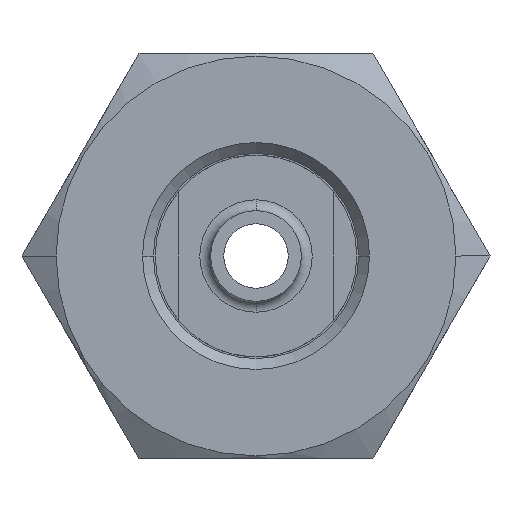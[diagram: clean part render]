
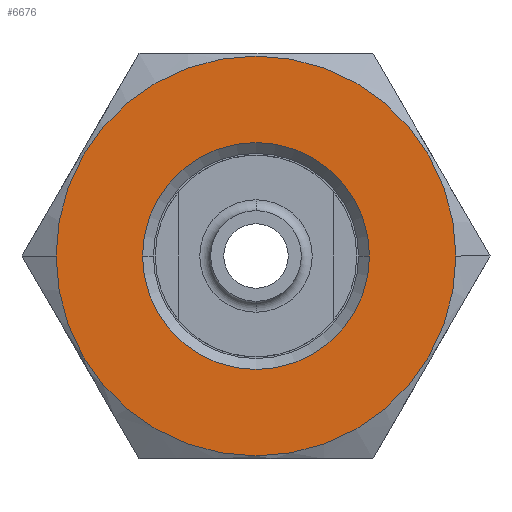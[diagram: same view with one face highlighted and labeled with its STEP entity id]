
A CAD part, left-side view. The second image highlights one B-rep face of the part: STEP entity #6676.
In plain terms, the highlighted planar face has unit normal (-1, 0, 0).
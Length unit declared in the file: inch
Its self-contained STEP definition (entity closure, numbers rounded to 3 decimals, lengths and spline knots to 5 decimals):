
#451 = VERTEX_POINT ( 'NONE', #5067 ) ;
#545 = VERTEX_POINT ( 'NONE', #4352 ) ;
#589 = VERTEX_POINT ( 'NONE', #4385 ) ;
#990 = CIRCLE ( 'NONE', #5896, 0.555 ) ;
#993 = AXIS2_PLACEMENT_3D ( 'NONE', #2965, #6147, #2178 ) ;
#1244 = EDGE_CURVE ( 'NONE', #8362, #451, #2398, .T. ) ;
#1253 = CIRCLE ( 'NONE', #993, 0.315 ) ;
#1311 = CARTESIAN_POINT ( 'NONE',  ( -1.1325, 0., 0. ) ) ;
#2081 = DIRECTION ( 'NONE',  ( 0., 1., 0. ) ) ;
#2178 = DIRECTION ( 'NONE',  ( 0., 1., 0. ) ) ;
#2398 = CIRCLE ( 'NONE', #4744, 0.555 ) ;
#2540 = ORIENTED_EDGE ( 'NONE', *, *, #1244, .F. ) ;
#2965 = CARTESIAN_POINT ( 'NONE',  ( -1.1325, 0., 0. ) ) ;
#3723 = AXIS2_PLACEMENT_3D ( 'NONE', #4543, #6227, #10191 ) ;
#4163 = CARTESIAN_POINT ( 'NONE',  ( -1.1325, 0., 0. ) ) ;
#4224 = CARTESIAN_POINT ( 'NONE',  ( -1.1325, 0.315, 0. ) ) ;
#4352 = CARTESIAN_POINT ( 'NONE',  ( -1.1325, 0.315, 0. ) ) ;
#4385 = CARTESIAN_POINT ( 'NONE',  ( -1.1325, -0.315, 0. ) ) ;
#4543 = CARTESIAN_POINT ( 'NONE',  ( -1.1325, 0., 0. ) ) ;
#4744 = AXIS2_PLACEMENT_3D ( 'NONE', #1311, #7931, #6839 ) ;
#4747 = ORIENTED_EDGE ( 'NONE', *, *, #7878, .T. ) ;
#5067 = CARTESIAN_POINT ( 'NONE',  ( -1.1325, -0.555, 0. ) ) ;
#5082 = EDGE_LOOP ( 'NONE', ( #4747, #7893 ) ) ;
#5179 = DIRECTION ( 'NONE',  ( 1., 0., 0. ) ) ;
#5365 = AXIS2_PLACEMENT_3D ( 'NONE', #4224, #8222, #9727 ) ;
#5531 = ORIENTED_EDGE ( 'NONE', *, *, #6833, .F. ) ;
#5778 = PLANE ( 'NONE',  #5365 ) ;
#5896 = AXIS2_PLACEMENT_3D ( 'NONE', #4163, #5179, #2081 ) ;
#6147 = DIRECTION ( 'NONE',  ( 1., 0., 0. ) ) ;
#6227 = DIRECTION ( 'NONE',  ( 1., 0., 0. ) ) ;
#6375 = EDGE_CURVE ( 'NONE', #545, #589, #1253, .T. ) ;
#6676 = ADVANCED_FACE ( 'NONE', ( #8074, #8563 ), #5778, .T. ) ;
#6833 = EDGE_CURVE ( 'NONE', #451, #8362, #990, .T. ) ;
#6839 = DIRECTION ( 'NONE',  ( 0., 1., 0. ) ) ;
#7878 = EDGE_CURVE ( 'NONE', #589, #545, #8230, .T. ) ;
#7893 = ORIENTED_EDGE ( 'NONE', *, *, #6375, .T. ) ;
#7931 = DIRECTION ( 'NONE',  ( 1., 0., 0. ) ) ;
#8074 = FACE_BOUND ( 'NONE', #5082, .T. ) ;
#8222 = DIRECTION ( 'NONE',  ( -1., 0., 0. ) ) ;
#8230 = CIRCLE ( 'NONE', #3723, 0.315 ) ;
#8362 = VERTEX_POINT ( 'NONE', #9363 ) ;
#8481 = EDGE_LOOP ( 'NONE', ( #2540, #5531 ) ) ;
#8563 = FACE_OUTER_BOUND ( 'NONE', #8481, .T. ) ;
#9363 = CARTESIAN_POINT ( 'NONE',  ( -1.1325, 0.555, 0. ) ) ;
#9727 = DIRECTION ( 'NONE',  ( 0., -1., 0. ) ) ;
#10191 = DIRECTION ( 'NONE',  ( 0., 1., 0. ) ) ;
